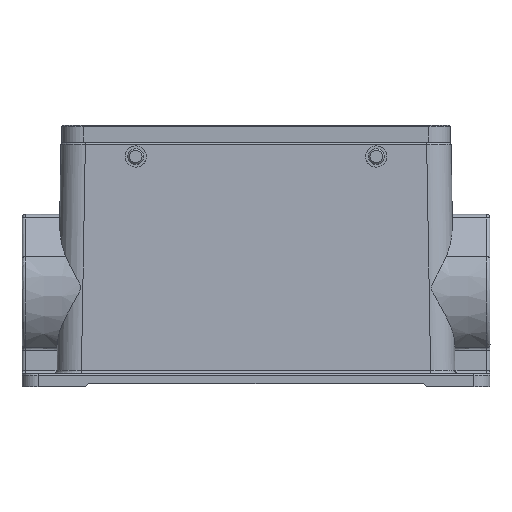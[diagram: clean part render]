
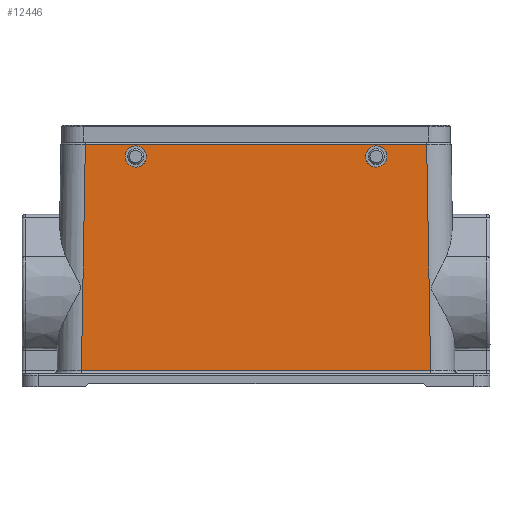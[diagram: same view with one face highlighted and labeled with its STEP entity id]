
A CAD part, top view. The second image highlights one B-rep face of the part: STEP entity #12446.
In plain terms, the highlighted planar face has unit normal (0, 0.018, 1).
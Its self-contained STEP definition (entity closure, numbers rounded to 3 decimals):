
#324 = LINE ( 'NONE', #325, #3968 ) ;
#325 = CARTESIAN_POINT ( 'NONE',  ( -63.061, 74.509, 21.509 ) ) ;
#326 = DIRECTION ( 'NONE',  ( -1., 0., 0. ) ) ;
#330 = CARTESIAN_POINT ( 'NONE',  ( 40.25, 70.8, 21.573 ) ) ;
#331 = CARTESIAN_POINT ( 'NONE',  ( 40.25, 77.3, 21.46 ) ) ;
#332 = CARTESIAN_POINT ( 'NONE',  ( 33.75, 77.3, 21.46 ) ) ;
#333 = CARTESIAN_POINT ( 'NONE',  ( 33.75, 70.8, 21.573 ) ) ;
#2245 = CARTESIAN_POINT ( 'NONE',  ( 33.75, 70.8, 21.573 ) ) ;
#2246 = CARTESIAN_POINT ( 'NONE',  ( 33.75, 64.3, 21.687 ) ) ;
#2247 = CARTESIAN_POINT ( 'NONE',  ( 40.25, 64.3, 21.687 ) ) ;
#2248 = CARTESIAN_POINT ( 'NONE',  ( 40.25, 70.8, 21.573 ) ) ;
#2274 = CARTESIAN_POINT ( 'NONE',  ( -40.25, 70.8, 21.573 ) ) ;
#2275 = CARTESIAN_POINT ( 'NONE',  ( -40.25, 77.3, 21.46 ) ) ;
#2276 = CARTESIAN_POINT ( 'NONE',  ( -33.75, 77.3, 21.46 ) ) ;
#2277 = CARTESIAN_POINT ( 'NONE',  ( -33.75, 70.8, 21.573 ) ) ;
#2451 = EDGE_CURVE ( 'NONE', #9050, #5483, #324, .T. ) ;
#2453 = EDGE_CURVE ( 'NONE', #9085, #9086, #7279, .T. ) ;
#2504 = EDGE_CURVE ( 'NONE', #9086, #9085, #7300, .T. ) ;
#2508 = EDGE_CURVE ( 'NONE', #9629, #9630, #7274, .T. ) ;
#2808 = EDGE_CURVE ( 'NONE', #9052, #9050, #11792, .T. ) ;
#2821 = EDGE_CURVE ( 'NONE', #9630, #9629, #8336, .T. ) ;
#2826 = EDGE_CURVE ( 'NONE', #5459, #9052, #11955, .T. ) ;
#2827 = EDGE_CURVE ( 'NONE', #5483, #5459, #11958, .T. ) ;
#3968 = VECTOR ( 'NONE', #326, 1000. ) ;
#4083 = VECTOR ( 'NONE', #11960, 1000. ) ;
#4086 = VECTOR ( 'NONE', #11957, 1000. ) ;
#4097 = VECTOR ( 'NONE', #11794, 1000. ) ;
#4861 = EDGE_LOOP ( 'NONE', ( #5981, #5960, #5959, #5961 ) ) ;
#4927 = EDGE_LOOP ( 'NONE', ( #8692, #4968 ) ) ;
#4931 = EDGE_LOOP ( 'NONE', ( #5964, #5963 ) ) ;
#4968 = ORIENTED_EDGE ( 'NONE', *, *, #2821, .T. ) ;
#5459 = VERTEX_POINT ( 'NONE', #10241 ) ;
#5483 = VERTEX_POINT ( 'NONE', #10265 ) ;
#5959 = ORIENTED_EDGE ( 'NONE', *, *, #2827, .T. ) ;
#5960 = ORIENTED_EDGE ( 'NONE', *, *, #2451, .T. ) ;
#5961 = ORIENTED_EDGE ( 'NONE', *, *, #2826, .T. ) ;
#5963 = ORIENTED_EDGE ( 'NONE', *, *, #2453, .F. ) ;
#5964 = ORIENTED_EDGE ( 'NONE', *, *, #2504, .F. ) ;
#5981 = ORIENTED_EDGE ( 'NONE', *, *, #2808, .T. ) ;
#7274 =( BOUNDED_CURVE ( )  B_SPLINE_CURVE ( 3, ( #2274, #2275, #2276, #2277 ),
 .UNSPECIFIED., .F., .F. ) 
 B_SPLINE_CURVE_WITH_KNOTS ( ( 4, 4 ),
 ( 4.712, 7.854 ),
 .UNSPECIFIED. ) 
 CURVE ( )  GEOMETRIC_REPRESENTATION_ITEM ( )  RATIONAL_B_SPLINE_CURVE ( ( 1., 0.333, 0.333, 1. ) ) 
 REPRESENTATION_ITEM ( '' )  );
#7279 =( BOUNDED_CURVE ( )  B_SPLINE_CURVE ( 3, ( #330, #331, #332, #333 ),
 .UNSPECIFIED., .F., .T. ) 
 B_SPLINE_CURVE_WITH_KNOTS ( ( 4, 4 ),
 ( 4.712, 7.854 ),
 .UNSPECIFIED. ) 
 CURVE ( )  GEOMETRIC_REPRESENTATION_ITEM ( )  RATIONAL_B_SPLINE_CURVE ( ( 1., 0.333, 0.333, 1. ) ) 
 REPRESENTATION_ITEM ( '' )  );
#7300 =( BOUNDED_CURVE ( )  B_SPLINE_CURVE ( 3, ( #2245, #2246, #2247, #2248 ),
 .UNSPECIFIED., .F., .T. ) 
 B_SPLINE_CURVE_WITH_KNOTS ( ( 4, 4 ),
 ( 1.571, 4.712 ),
 .UNSPECIFIED. ) 
 CURVE ( )  GEOMETRIC_REPRESENTATION_ITEM ( )  RATIONAL_B_SPLINE_CURVE ( ( 1., 0.333, 0.333, 1. ) ) 
 REPRESENTATION_ITEM ( '' )  );
#7359 = FACE_BOUND ( 'NONE', #4927, .T. ) ;
#7364 = FACE_OUTER_BOUND ( 'NONE', #4861, .T. ) ;
#7366 = FACE_BOUND ( 'NONE', #4931, .T. ) ;
#7367 = AXIS2_PLACEMENT_3D ( 'NONE', #10977, #10978, #10979 ) ;
#8336 =( BOUNDED_CURVE ( )  B_SPLINE_CURVE ( 3, ( #11933, #11934, #11935, #11936 ),
 .UNSPECIFIED., .F., .F. ) 
 B_SPLINE_CURVE_WITH_KNOTS ( ( 4, 4 ),
 ( 1.571, 4.712 ),
 .UNSPECIFIED. ) 
 CURVE ( )  GEOMETRIC_REPRESENTATION_ITEM ( )  RATIONAL_B_SPLINE_CURVE ( ( 1., 0.333, 0.333, 1. ) ) 
 REPRESENTATION_ITEM ( '' )  );
#8692 = ORIENTED_EDGE ( 'NONE', *, *, #2508, .T. ) ;
#9050 = VERTEX_POINT ( 'NONE', #10910 ) ;
#9052 = VERTEX_POINT ( 'NONE', #10912 ) ;
#9085 = VERTEX_POINT ( 'NONE', #10945 ) ;
#9086 = VERTEX_POINT ( 'NONE', #10946 ) ;
#9629 = VERTEX_POINT ( 'NONE', #10961 ) ;
#9630 = VERTEX_POINT ( 'NONE', #10962 ) ;
#10241 = CARTESIAN_POINT ( 'NONE',  ( -53.723, 4.983, 22.722 ) ) ;
#10265 = CARTESIAN_POINT ( 'NONE',  ( -52.51, 74.509, 21.509 ) ) ;
#10910 = CARTESIAN_POINT ( 'NONE',  ( 52.51, 74.509, 21.509 ) ) ;
#10912 = CARTESIAN_POINT ( 'NONE',  ( 53.723, 4.983, 22.722 ) ) ;
#10945 = CARTESIAN_POINT ( 'NONE',  ( 40.25, 70.8, 21.573 ) ) ;
#10946 = CARTESIAN_POINT ( 'NONE',  ( 33.75, 70.8, 21.573 ) ) ;
#10961 = CARTESIAN_POINT ( 'NONE',  ( -40.25, 70.8, 21.573 ) ) ;
#10962 = CARTESIAN_POINT ( 'NONE',  ( -33.75, 70.8, 21.573 ) ) ;
#10976 = PLANE ( 'NONE',  #7367 ) ;
#10977 = CARTESIAN_POINT ( 'NONE',  ( -63.061, 75., 21.5 ) ) ;
#10978 = DIRECTION ( 'NONE',  ( 0., 0.017, 1. ) ) ;
#10979 = DIRECTION ( 'NONE',  ( 0., -1., 0.017 ) ) ;
#11792 = LINE ( 'NONE', #11793, #4097 ) ;
#11793 = CARTESIAN_POINT ( 'NONE',  ( 53.723, 4.983, 22.722 ) ) ;
#11794 = DIRECTION ( 'NONE',  ( -0.017, 1., -0.017 ) ) ;
#11933 = CARTESIAN_POINT ( 'NONE',  ( -33.75, 70.8, 21.573 ) ) ;
#11934 = CARTESIAN_POINT ( 'NONE',  ( -33.75, 64.3, 21.687 ) ) ;
#11935 = CARTESIAN_POINT ( 'NONE',  ( -40.25, 64.3, 21.687 ) ) ;
#11936 = CARTESIAN_POINT ( 'NONE',  ( -40.25, 70.8, 21.573 ) ) ;
#11955 = LINE ( 'NONE', #11956, #4086 ) ;
#11956 = CARTESIAN_POINT ( 'NONE',  ( -63.061, 4.983, 22.722 ) ) ;
#11957 = DIRECTION ( 'NONE',  ( 1., 0., 0. ) ) ;
#11958 = LINE ( 'NONE', #11959, #4083 ) ;
#11959 = CARTESIAN_POINT ( 'NONE',  ( -52.51, 74.509, 21.509 ) ) ;
#11960 = DIRECTION ( 'NONE',  ( -0.017, -1., 0.017 ) ) ;
#12446 = ADVANCED_FACE ( 'NONE', ( #7359, #7364, #7366 ), #10976, .T. ) ;
